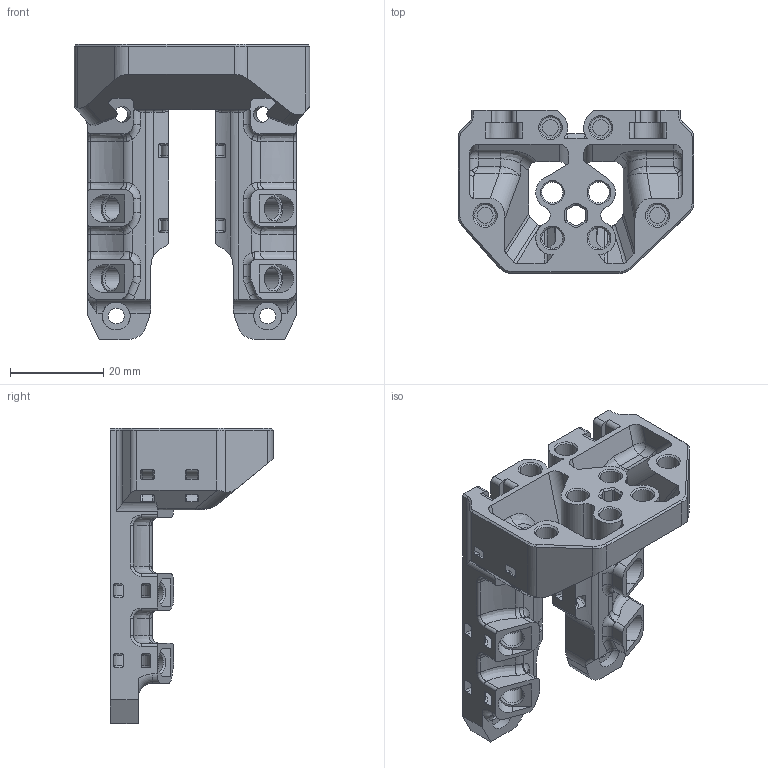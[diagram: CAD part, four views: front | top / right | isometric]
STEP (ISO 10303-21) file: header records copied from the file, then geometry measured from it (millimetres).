
FILE_DESCRIPTION(/* description */ (''),/* implementation_level */ '2;1');
FILE_NAME(/* name */ 'APUS CNC TAP.step',/* time_stamp */ '2024-07-30T23:47:23+02:00',/* author */ (''),/* organization */ (''),/* preprocessor_version */ 'ST-DEVELOPER v20',/* originating_system */ 'Autodesk Translation Framework v13.14.0.145',/* authorisation */ '');
FILE_SCHEMA (('AUTOMOTIVE_DESIGN { 1 0 10303 214 3 1 1 }'));
Length unit declared in the file: millimetre
Products named in the file (1): MountPlates (1)
Bounding box: 50.6 x 35 x 63.33 mm (x, y, z)
Volume: 26385.8 mm3; surface area: 14539.1 mm2
Topology: 1 solids, 1 shells, 588 faces, 1552 edges, 974 vertices
Faces by surface type: plane 220, cylinder 193, torus 78, bspline 59, cone 36, sphere 2
Full cylindrical faces by diameter (mm): 3.4 x12, 4.5 x12, 6 x2
Entity records: 32188 total; most frequent: CARTESIAN_POINT 17886, ORIENTED_EDGE 3092, DIRECTION 2846, EDGE_CURVE 1546, AXIS2_PLACEMENT_3D 1056, VERTEX_POINT 974, LINE 734, VECTOR 734
